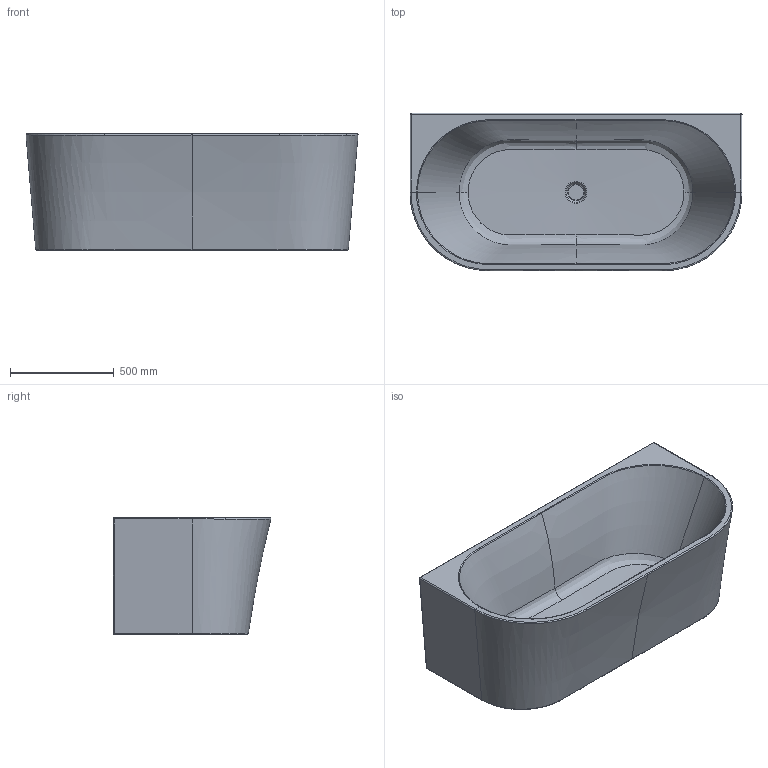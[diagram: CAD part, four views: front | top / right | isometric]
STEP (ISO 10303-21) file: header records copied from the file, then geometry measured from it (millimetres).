
FILE_DESCRIPTION(/* description */ (''),/* implementation_level */ '2;1');
FILE_NAME(/* name */ 'HY499-1600X760X560.stp',/* time_stamp */ '2020-06-27T16:57:02+08:00',/* author */ (''),/* organization */ (''),/* preprocessor_version */ 'ST-DEVELOPER v16',/* originating_system */ 'SIEMENS PLM Software NX 10.0',/* authorisation */ '');
FILE_SCHEMA (('AUTOMOTIVE_DESIGN { 1 0 10303 214 3 1 1 1 }'));
Length unit declared in the file: millimetre
Products named in the file (1): admi02AC5007ku5n
Bounding box: 1599.08 x 758.59 x 560 mm (x, y, z)
Volume: 272552062.3 mm3; surface area: 5510582.4 mm2
Topology: 1 solids, 1 shells, 123 faces, 286 edges, 154 vertices
Faces by surface type: bspline 51, cylinder 32, plane 23, sphere 12, torus 3, cone 2
Entity records: 10826 total; most frequent: CARTESIAN_POINT 8480, ORIENTED_EDGE 536, DIRECTION 396, EDGE_CURVE 268, AXIS2_PLACEMENT_3D 163, VERTEX_POINT 151, EDGE_LOOP 127, ADVANCED_FACE 123
